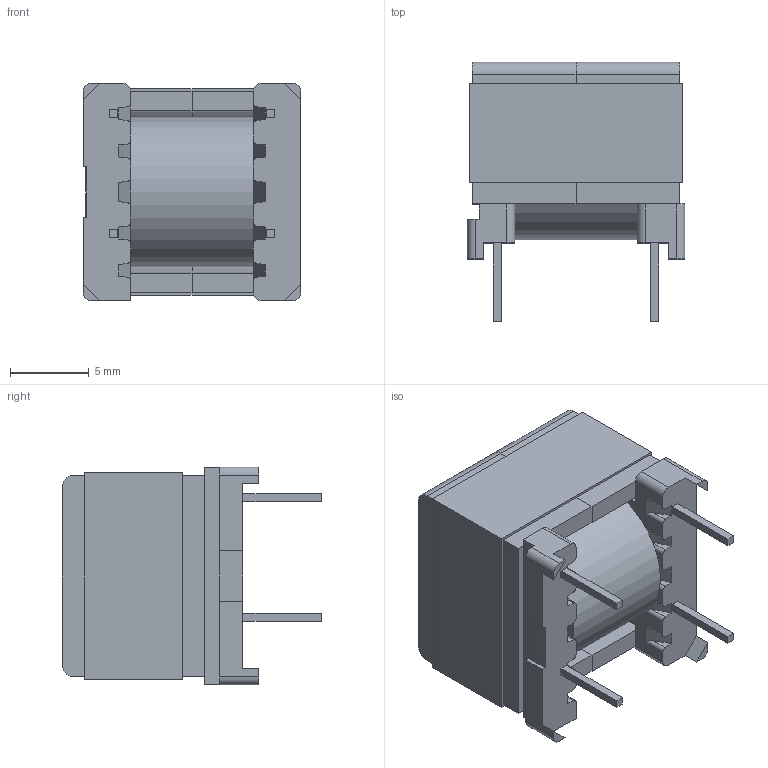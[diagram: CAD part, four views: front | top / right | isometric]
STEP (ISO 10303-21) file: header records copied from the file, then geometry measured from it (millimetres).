
FILE_DESCRIPTION (( 'STEP AP214' ), '1' );
FILE_NAME ('EP13_4527.STEP', '2021-06-29T20:17:36', ( '' ), ( '' ), 'SwSTEP 2.0', 'SolidWorks 2017', '' );
FILE_SCHEMA (( 'AUTOMOTIVE_DESIGN' ));
Length unit declared in the file: inch
Products named in the file (5): 070-4527_6H; 440-9988-2363; 150-2363_6A; EP13_4527; 070-4300_coil
Assembly tree (5 placements, depth 2):
  EP13_4527
    070-4527_6H
    070-4300_coil
    150-2363_6A  x2
    440-9988-2363
Bounding box: 13.82 x 16.45 x 13.8 mm (x, y, z)
Volume: 1756.4 mm3; surface area: 3195.2 mm2
Topology: 5 solids, 5 shells, 163 faces, 435 edges, 290 vertices
Faces by surface type: plane 114, cylinder 49
Entity records: 5115 total; most frequent: CARTESIAN_POINT 881, ORIENTED_EDGE 798, DIRECTION 759, EDGE_CURVE 399, LINE 311, VECTOR 311, VERTEX_POINT 266, AXIS2_PLACEMENT_3D 224
